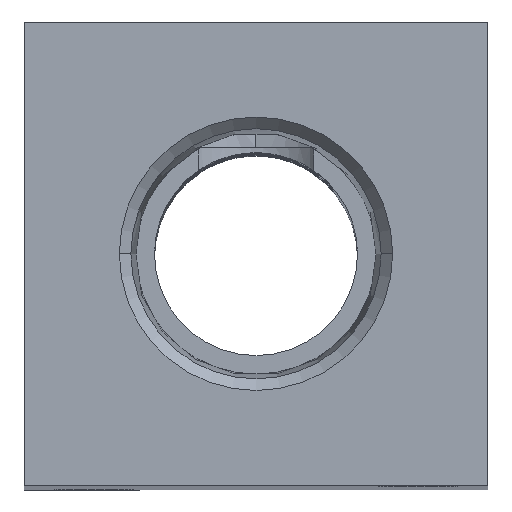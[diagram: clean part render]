
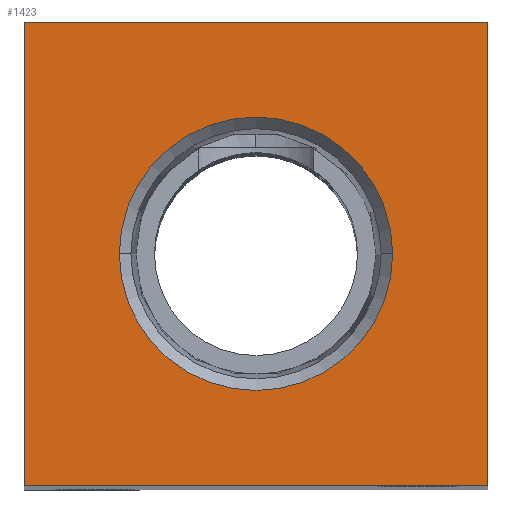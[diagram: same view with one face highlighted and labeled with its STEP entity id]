
A CAD part, top view. The second image highlights one B-rep face of the part: STEP entity #1423.
In plain terms, the highlighted planar face has unit normal (0, 0, 1).
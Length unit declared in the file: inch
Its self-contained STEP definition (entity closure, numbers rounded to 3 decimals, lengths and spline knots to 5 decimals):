
#197 = EDGE_CURVE ( 'NONE', #1870, #2332, #2930, .T. ) ;
#292 = AXIS2_PLACEMENT_3D ( 'NONE', #2040, #550, #2285 ) ;
#370 = EDGE_CURVE ( 'NONE', #3033, #2273, #2006, .T. ) ;
#395 = CARTESIAN_POINT ( 'NONE',  ( -0.5, 0.5, 2.75 ) ) ;
#402 = DIRECTION ( 'NONE',  ( 0., -1., 0. ) ) ;
#428 = VECTOR ( 'NONE', #402, 39.37008 ) ;
#476 = CARTESIAN_POINT ( 'NONE',  ( -0.5, -0.5, 2.75 ) ) ;
#550 = DIRECTION ( 'NONE',  ( 0., 0., 1. ) ) ;
#681 = VECTOR ( 'NONE', #2068, 39.37008 ) ;
#935 = ORIENTED_EDGE ( 'NONE', *, *, #3084, .F. ) ;
#964 = AXIS2_PLACEMENT_3D ( 'NONE', #2556, #2961, #2320 ) ;
#1021 = CARTESIAN_POINT ( 'NONE',  ( 0.5, -0.5, 2.75 ) ) ;
#1109 = LINE ( 'NONE', #476, #428 ) ;
#1330 = EDGE_CURVE ( 'NONE', #2345, #3033, #1109, .T. ) ;
#1359 = ORIENTED_EDGE ( 'NONE', *, *, #1330, .T. ) ;
#1371 = ORIENTED_EDGE ( 'NONE', *, *, #1788, .T. ) ;
#1408 = VECTOR ( 'NONE', #1481, 39.37008 ) ;
#1423 = ADVANCED_FACE ( 'NONE', ( #2099, #1605 ), #2530, .T. ) ;
#1481 = DIRECTION ( 'NONE',  ( -1., 0., 0. ) ) ;
#1605 = FACE_OUTER_BOUND ( 'NONE', #2046, .T. ) ;
#1684 = CIRCLE ( 'NONE', #292, 0.29487 ) ;
#1732 = CARTESIAN_POINT ( 'NONE',  ( 0.5, 0.5, 2.75 ) ) ;
#1788 = EDGE_CURVE ( 'NONE', #2273, #2579, #3083, .T. ) ;
#1801 = ORIENTED_EDGE ( 'NONE', *, *, #197, .F. ) ;
#1870 = VERTEX_POINT ( 'NONE', #2284 ) ;
#2006 = LINE ( 'NONE', #2188, #681 ) ;
#2018 = CARTESIAN_POINT ( 'NONE',  ( 0.5, 0.5, 2.75 ) ) ;
#2040 = CARTESIAN_POINT ( 'NONE',  ( 0., 0., 2.75 ) ) ;
#2046 = EDGE_LOOP ( 'NONE', ( #1359, #3106, #1371, #3139 ) ) ;
#2068 = DIRECTION ( 'NONE',  ( 1., 0., 0. ) ) ;
#2099 = FACE_BOUND ( 'NONE', #2269, .T. ) ;
#2186 = DIRECTION ( 'NONE',  ( 0., 1., 0. ) ) ;
#2188 = CARTESIAN_POINT ( 'NONE',  ( 0.5, -0.5, 2.75 ) ) ;
#2269 = EDGE_LOOP ( 'NONE', ( #935, #1801 ) ) ;
#2273 = VERTEX_POINT ( 'NONE', #1021 ) ;
#2284 = CARTESIAN_POINT ( 'NONE',  ( -0.29487, 0., 2.75 ) ) ;
#2285 = DIRECTION ( 'NONE',  ( 1., 0., 0. ) ) ;
#2320 = DIRECTION ( 'NONE',  ( 1., 0., 0. ) ) ;
#2332 = VERTEX_POINT ( 'NONE', #2506 ) ;
#2345 = VERTEX_POINT ( 'NONE', #395 ) ;
#2441 = CARTESIAN_POINT ( 'NONE',  ( 0.5, -0.5, 2.75 ) ) ;
#2457 = DIRECTION ( 'NONE',  ( 1., 0., 0. ) ) ;
#2485 = VECTOR ( 'NONE', #2186, 39.37008 ) ;
#2491 = DIRECTION ( 'NONE',  ( 0., 0., 1. ) ) ;
#2506 = CARTESIAN_POINT ( 'NONE',  ( 0.29487, 0., 2.75 ) ) ;
#2530 = PLANE ( 'NONE',  #964 ) ;
#2556 = CARTESIAN_POINT ( 'NONE',  ( 0., 0., 2.75 ) ) ;
#2579 = VERTEX_POINT ( 'NONE', #2018 ) ;
#2597 = CARTESIAN_POINT ( 'NONE',  ( 0., 0., 2.75 ) ) ;
#2628 = LINE ( 'NONE', #1732, #1408 ) ;
#2891 = AXIS2_PLACEMENT_3D ( 'NONE', #2597, #2491, #2457 ) ;
#2923 = EDGE_CURVE ( 'NONE', #2579, #2345, #2628, .T. ) ;
#2930 = CIRCLE ( 'NONE', #2891, 0.29487 ) ;
#2961 = DIRECTION ( 'NONE',  ( 0., 0., 1. ) ) ;
#3033 = VERTEX_POINT ( 'NONE', #3160 ) ;
#3083 = LINE ( 'NONE', #2441, #2485 ) ;
#3084 = EDGE_CURVE ( 'NONE', #2332, #1870, #1684, .T. ) ;
#3106 = ORIENTED_EDGE ( 'NONE', *, *, #370, .T. ) ;
#3139 = ORIENTED_EDGE ( 'NONE', *, *, #2923, .T. ) ;
#3160 = CARTESIAN_POINT ( 'NONE',  ( -0.5, -0.5, 2.75 ) ) ;
